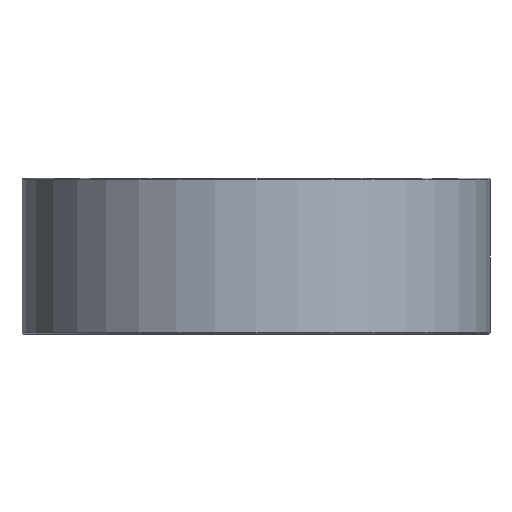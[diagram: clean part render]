
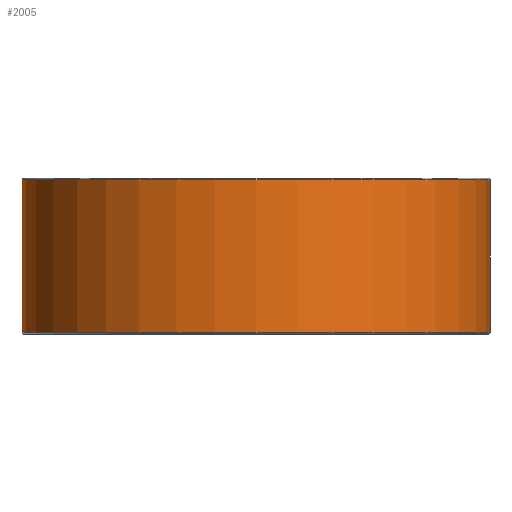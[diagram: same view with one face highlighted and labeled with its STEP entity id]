
A CAD part, front view. The second image highlights one B-rep face of the part: STEP entity #2005.
In plain terms, the highlighted cylindrical face has radius 38.1 mm (diameter 76.2 mm), a full revolution.
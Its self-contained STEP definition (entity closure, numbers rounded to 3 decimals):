
#1313 = EDGE_CURVE ( 'NONE', #10177, #10177, #9185, .T. ) ;
#1335 = AXIS2_PLACEMENT_3D ( 'NONE', #6337, #6315, #6292 ) ;
#1338 = EDGE_CURVE ( 'NONE', #7208, #7208, #14038, .T. ) ;
#2005 = ADVANCED_FACE ( 'NONE', ( #3395, #8954 ), #4997, .T. ) ;
#2478 = EDGE_LOOP ( 'NONE', ( #3973 ) ) ;
#2634 = DIRECTION ( 'NONE',  ( 1., 0., 0. ) ) ;
#2647 = DIRECTION ( 'NONE',  ( 0., 0., -1. ) ) ;
#2726 = CARTESIAN_POINT ( 'NONE',  ( -59.252, 3.976, 41.011 ) ) ;
#3395 = FACE_OUTER_BOUND ( 'NONE', #9914, .T. ) ;
#3973 = ORIENTED_EDGE ( 'NONE', *, *, #1338, .T. ) ;
#4600 = AXIS2_PLACEMENT_3D ( 'NONE', #7977, #6930, #6544 ) ;
#4997 = CYLINDRICAL_SURFACE ( 'NONE', #4600, 38.1 ) ;
#6292 = DIRECTION ( 'NONE',  ( 1., 0., 0. ) ) ;
#6315 = DIRECTION ( 'NONE',  ( 0., 0., 1. ) ) ;
#6337 = CARTESIAN_POINT ( 'NONE',  ( -59.252, 3.976, 16.119 ) ) ;
#6538 = CARTESIAN_POINT ( 'NONE',  ( -21.152, 3.976, 41.011 ) ) ;
#6544 = DIRECTION ( 'NONE',  ( -1., 0., 0. ) ) ;
#6930 = DIRECTION ( 'NONE',  ( 0., 0., -1. ) ) ;
#7208 = VERTEX_POINT ( 'NONE', #6538 ) ;
#7977 = CARTESIAN_POINT ( 'NONE',  ( -59.252, 3.976, 41.265 ) ) ;
#8954 = FACE_OUTER_BOUND ( 'NONE', #2478, .T. ) ;
#9185 = CIRCLE ( 'NONE', #1335, 38.1 ) ;
#9914 = EDGE_LOOP ( 'NONE', ( #12733 ) ) ;
#10177 = VERTEX_POINT ( 'NONE', #14097 ) ;
#12374 = AXIS2_PLACEMENT_3D ( 'NONE', #2726, #2647, #2634 ) ;
#12733 = ORIENTED_EDGE ( 'NONE', *, *, #1313, .T. ) ;
#14038 = CIRCLE ( 'NONE', #12374, 38.1 ) ;
#14097 = CARTESIAN_POINT ( 'NONE',  ( -21.152, 3.976, 16.119 ) ) ;
